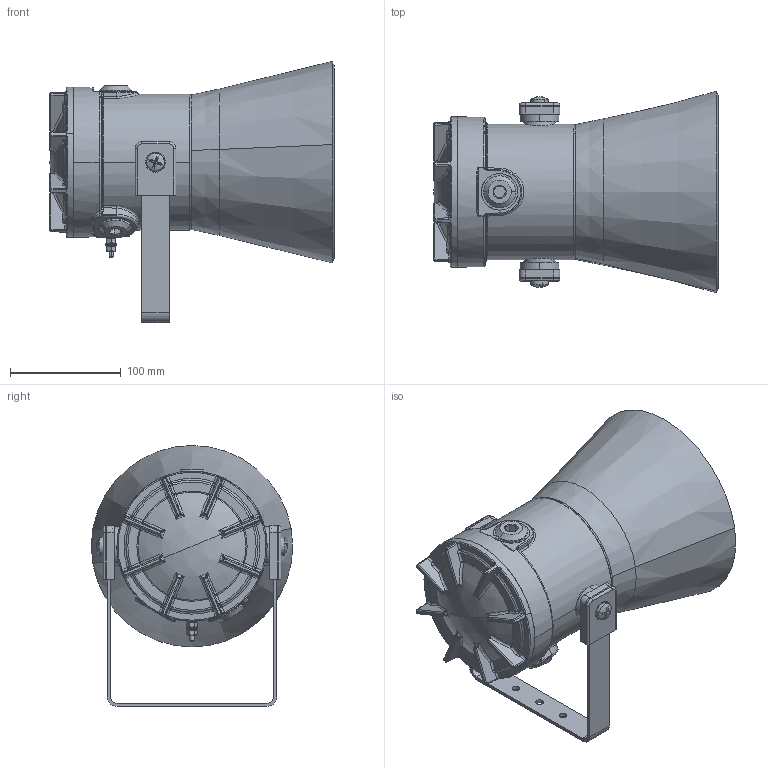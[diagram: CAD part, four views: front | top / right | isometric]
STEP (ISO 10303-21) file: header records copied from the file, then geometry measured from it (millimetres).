
FILE_DESCRIPTION (( 'STEP AP214' ), '1' );
FILE_NAME ('D199-05-001-3D_Issue_1.STEP', '2022-01-19T14:49:31', ( '' ), ( '' ), 'SwSTEP 2.0', 'SolidWorks 2021', '' );
FILE_SCHEMA (( 'AUTOMOTIVE_DESIGN' ));
Length unit declared in the file: millimetre
Products named in the file (19): Sounder_Enclosure_S110; Sounder_Casting_2D Drawing; D2430-3D_Issue_B; Sounder_Lid; SCNUTM5A4; M20BRASS_Brass; Gasket; WAM5A4; D2412-3D_Issue_A; WAM8A4; D2411-3D_Issue_A; M8 screw; STUD; S1_Horn; WASGM5A4; WASGM8A4; D199-05-001-3D_Issue_1; D2410-3D_Issue_B; S1_Nose_Cone
Assembly tree (28 placements, depth 3):
  D199-05-001-3D_Issue_1
    Sounder_Enclosure_S110
      Sounder_Casting_2D Drawing
      D2430-3D_Issue_B
      D2411-3D_Issue_A  x2
      D2410-3D_Issue_B  x2
      WAM8A4  x2
      WASGM8A4  x2
      M8 screw  x2
      STUD
      WASGM5A4  x2
      WAM5A4  x3
      SCNUTM5A4  x2
    Sounder_Lid
    S1_Horn
    S1_Nose_Cone
    D2412-3D_Issue_A
    Gasket
    M20BRASS_Brass  x2
Bounding box: 257.1 x 182.2 x 236.1 mm (x, y, z)
Volume: 2599260.2 mm3; surface area: 379170.7 mm2
Topology: 27 solids, 28 shells, 1080 faces, 2424 edges, 1406 vertices
Faces by surface type: cylinder 298, plane 233, bspline 191, torus 160, sphere 102, cone 96
Entity records: 32417 total; most frequent: CARTESIAN_POINT 12932, DIRECTION 3892, ORIENTED_EDGE 3882, EDGE_CURVE 1941, AXIS2_PLACEMENT_3D 1720, VERTEX_POINT 1126, CIRCLE 996, EDGE_LOOP 929
